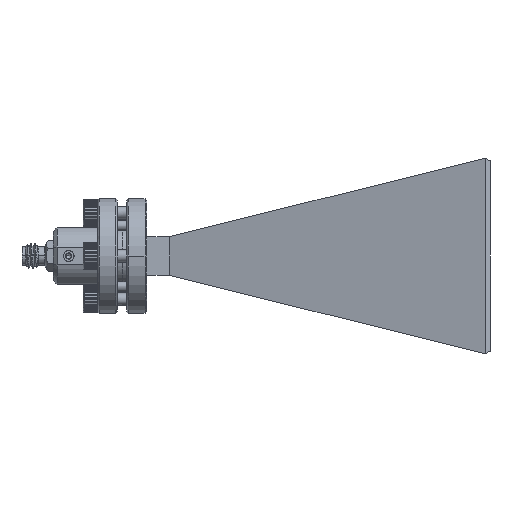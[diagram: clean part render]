
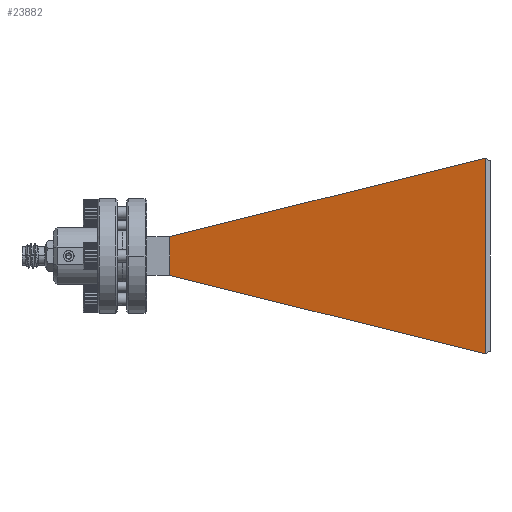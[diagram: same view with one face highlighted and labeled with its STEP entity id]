
A CAD part, front view. The second image highlights one B-rep face of the part: STEP entity #23882.
In plain terms, the highlighted planar face has unit normal (-0.204, -0.979, 0).
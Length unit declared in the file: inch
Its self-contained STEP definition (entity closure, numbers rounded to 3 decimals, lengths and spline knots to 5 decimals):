
#608 = DIRECTION ( 'NONE',  ( 0., 0., 1. ) ) ;
#958 = CARTESIAN_POINT ( 'NONE',  ( 1.32525, -0.66157, 0.01434 ) ) ;
#2734 = AXIS2_PLACEMENT_3D ( 'NONE', #34243, #25975, #29007 ) ;
#2961 = LINE ( 'NONE', #20889, #12026 ) ;
#3110 = ORIENTED_EDGE ( 'NONE', *, *, #7827, .T. ) ;
#3130 = LINE ( 'NONE', #23232, #24710 ) ;
#3571 = ORIENTED_EDGE ( 'NONE', *, *, #33450, .F. ) ;
#4778 = VECTOR ( 'NONE', #608, 39.37008 ) ;
#7035 = ORIENTED_EDGE ( 'NONE', *, *, #26509, .T. ) ;
#7151 = CARTESIAN_POINT ( 'NONE',  ( 1.35462, -0.6677, -0.63066 ) ) ;
#7795 = VECTOR ( 'NONE', #15255, 39.37008 ) ;
#7827 = EDGE_CURVE ( 'NONE', #32954, #11943, #2961, .T. ) ;
#11943 = VERTEX_POINT ( 'NONE', #25973 ) ;
#12026 = VECTOR ( 'NONE', #31523, 39.37008 ) ;
#12310 = CARTESIAN_POINT ( 'NONE',  ( -0.73538, -0.2312, -0.11266 ) ) ;
#14266 = EDGE_CURVE ( 'NONE', #14421, #32954, #30156, .T. ) ;
#14421 = VERTEX_POINT ( 'NONE', #30441 ) ;
#15255 = DIRECTION ( 'NONE',  ( -0.951, 0.199, 0.236 ) ) ;
#15711 = PLANE ( 'NONE',  #2734 ) ;
#17488 = FACE_OUTER_BOUND ( 'NONE', #29406, .T. ) ;
#18579 = ORIENTED_EDGE ( 'NONE', *, *, #14266, .T. ) ;
#18971 = VERTEX_POINT ( 'NONE', #12310 ) ;
#20659 = DIRECTION ( 'NONE',  ( 0., 0., -1. ) ) ;
#20889 = CARTESIAN_POINT ( 'NONE',  ( 1.35462, -0.6677, 0.65934 ) ) ;
#23232 = CARTESIAN_POINT ( 'NONE',  ( -0.73538, -0.2312, 0.14134 ) ) ;
#23882 = ADVANCED_FACE ( 'NONE', ( #17488 ), #15711, .T. ) ;
#24710 = VECTOR ( 'NONE', #20659, 39.37008 ) ;
#25973 = CARTESIAN_POINT ( 'NONE',  ( -0.73538, -0.2312, 0.14134 ) ) ;
#25975 = DIRECTION ( 'NONE',  ( -0.204, -0.979, 0. ) ) ;
#26509 = EDGE_CURVE ( 'NONE', #11943, #18971, #3130, .T. ) ;
#26972 = CARTESIAN_POINT ( 'NONE',  ( 1.32525, -0.66157, 0.65206 ) ) ;
#29007 = DIRECTION ( 'NONE',  ( 0.979, -0.204, 0. ) ) ;
#29406 = EDGE_LOOP ( 'NONE', ( #3571, #18579, #3110, #7035 ) ) ;
#30156 = LINE ( 'NONE', #958, #4778 ) ;
#30441 = CARTESIAN_POINT ( 'NONE',  ( 1.32525, -0.66157, -0.62338 ) ) ;
#31523 = DIRECTION ( 'NONE',  ( -0.951, 0.199, -0.236 ) ) ;
#32364 = LINE ( 'NONE', #7151, #7795 ) ;
#32954 = VERTEX_POINT ( 'NONE', #26972 ) ;
#33450 = EDGE_CURVE ( 'NONE', #14421, #18971, #32364, .T. ) ;
#34243 = CARTESIAN_POINT ( 'NONE',  ( 1.02256, -0.59835, 0.01434 ) ) ;
